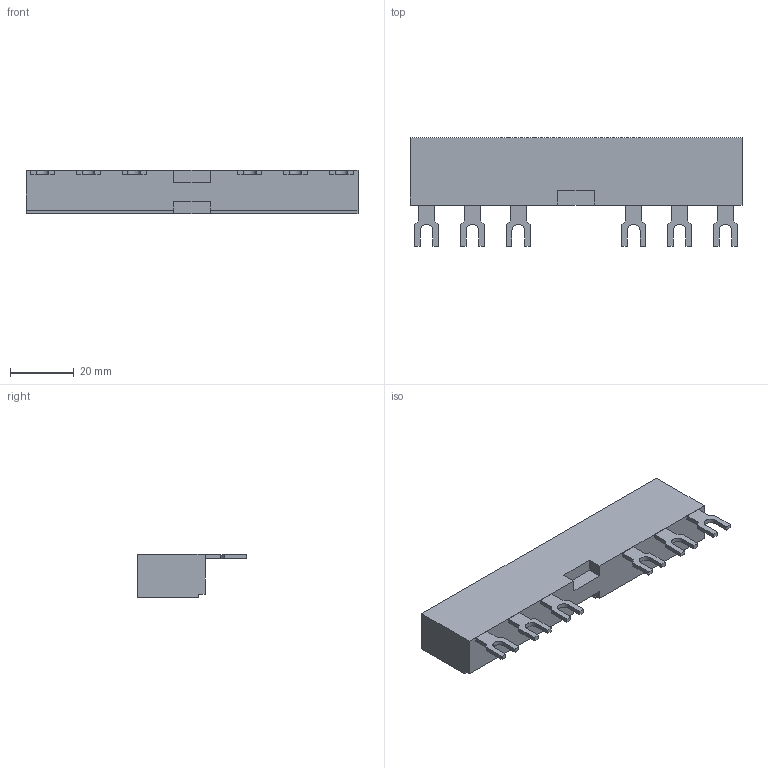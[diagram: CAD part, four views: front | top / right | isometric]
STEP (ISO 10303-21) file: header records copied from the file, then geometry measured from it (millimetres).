
FILE_DESCRIPTION(('STEP AP214'),'1');
FILE_NAME('cctmp_708E17F6-3A02-4AE8-98D1-12106C0DA2AD_2023_02_27_08_00_26_0231..stp','2023-02-27T07:00:27',('SIEMENS A&D'),('CADClick - www.CADClick.com'),'Spatial InterOp 3D postprocessed',' ','unknown authorization');
FILE_SCHEMA(('AUTOMOTIVE_DESIGN'));
Length unit declared in the file: millimetre
Products named in the file (1): 3RV19154AB
Bounding box: 104.2 x 34.2 x 13.5 mm (x, y, z)
Volume: 29691.6 mm3; surface area: 8881.4 mm2
Topology: 1 solids, 1 shells, 96 faces, 264 edges, 176 vertices
Faces by surface type: plane 90, cylinder 6
Entity records: 3317 total; most frequent: CARTESIAN_POINT 537, ORIENTED_EDGE 528, DIRECTION 470, EDGE_CURVE 264, LINE 252, VECTOR 252, VERTEX_POINT 176, AXIS2_PLACEMENT_3D 109
